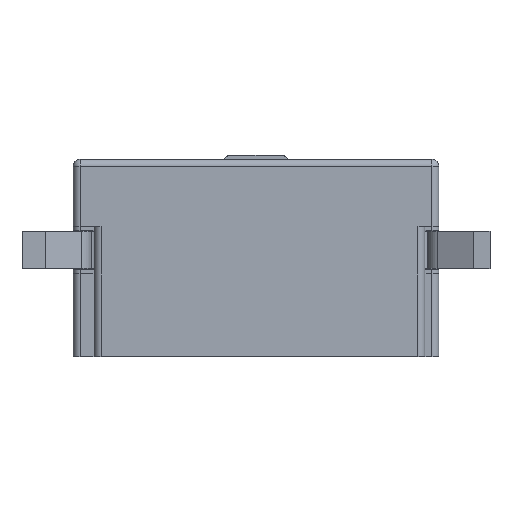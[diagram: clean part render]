
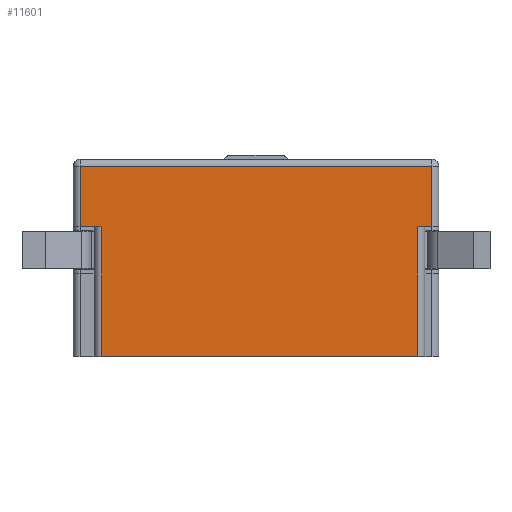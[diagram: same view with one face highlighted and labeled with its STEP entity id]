
A CAD part, top view. The second image highlights one B-rep face of the part: STEP entity #11601.
In plain terms, the highlighted planar face has unit normal (0, 0, 1).
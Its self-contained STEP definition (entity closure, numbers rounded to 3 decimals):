
#146 = LINE ( 'NONE', #6828, #14584 ) ;
#272 = ORIENTED_EDGE ( 'NONE', *, *, #12486, .T. ) ;
#374 = LINE ( 'NONE', #562, #5196 ) ;
#562 = CARTESIAN_POINT ( 'NONE',  ( -1.45, -7.52, 2.6 ) ) ;
#923 = VERTEX_POINT ( 'NONE', #9499 ) ;
#1177 = VERTEX_POINT ( 'NONE', #13059 ) ;
#1610 = CARTESIAN_POINT ( 'NONE',  ( 12.55, -7.52, 2.6 ) ) ;
#1858 = EDGE_CURVE ( 'NONE', #1177, #15995, #146, .T. ) ;
#2607 = AXIS2_PLACEMENT_3D ( 'NONE', #6518, #14864, #5123 ) ;
#2611 = LINE ( 'NONE', #12203, #13693 ) ;
#3476 = DIRECTION ( 'NONE',  ( 1., 0., 0. ) ) ;
#4159 = EDGE_LOOP ( 'NONE', ( #14278, #12450, #13300, #16952, #7338, #17954, #17273, #272 ) ) ;
#4305 = VERTEX_POINT ( 'NONE', #18013 ) ;
#4746 = CARTESIAN_POINT ( 'NONE',  ( 17.254, -1.91, 2.6 ) ) ;
#4956 = VECTOR ( 'NONE', #9940, 1000. ) ;
#5123 = DIRECTION ( 'NONE',  ( -1., 0., 0. ) ) ;
#5127 = VECTOR ( 'NONE', #16064, 1000. ) ;
#5196 = VECTOR ( 'NONE', #14220, 1000. ) ;
#6147 = CARTESIAN_POINT ( 'NONE',  ( -6.154, -1.91, 2.6 ) ) ;
#6518 = CARTESIAN_POINT ( 'NONE',  ( -1.45, 1., 2.6 ) ) ;
#6537 = VERTEX_POINT ( 'NONE', #12927 ) ;
#6730 = LINE ( 'NONE', #12280, #7875 ) ;
#6828 = CARTESIAN_POINT ( 'NONE',  ( -1.15, 1., 2.6 ) ) ;
#7139 = VERTEX_POINT ( 'NONE', #13443 ) ;
#7338 = ORIENTED_EDGE ( 'NONE', *, *, #11775, .F. ) ;
#7596 = DIRECTION ( 'NONE',  ( -1., 0., 0. ) ) ;
#7875 = VECTOR ( 'NONE', #13719, 1000. ) ;
#8562 = VERTEX_POINT ( 'NONE', #11514 ) ;
#8866 = LINE ( 'NONE', #6147, #17895 ) ;
#9049 = CARTESIAN_POINT ( 'NONE',  ( -2.35, 0.7, 2.6 ) ) ;
#9235 = PLANE ( 'NONE',  #2607 ) ;
#9327 = LINE ( 'NONE', #10439, #5127 ) ;
#9365 = EDGE_CURVE ( 'NONE', #15995, #10744, #374, .T. ) ;
#9499 = CARTESIAN_POINT ( 'NONE',  ( 12.55, -1.91, 2.6 ) ) ;
#9940 = DIRECTION ( 'NONE',  ( -1., 0., 0. ) ) ;
#10439 = CARTESIAN_POINT ( 'NONE',  ( 12.55, 1., 2.6 ) ) ;
#10744 = VERTEX_POINT ( 'NONE', #1610 ) ;
#10997 = EDGE_CURVE ( 'NONE', #8562, #7139, #6730, .T. ) ;
#11398 = LINE ( 'NONE', #4746, #4956 ) ;
#11514 = CARTESIAN_POINT ( 'NONE',  ( 13.15, 0.7, 2.6 ) ) ;
#11601 = ADVANCED_FACE ( 'NONE', ( #12143 ), #9235, .F. ) ;
#11775 = EDGE_CURVE ( 'NONE', #7139, #923, #11398, .T. ) ;
#12143 = FACE_OUTER_BOUND ( 'NONE', #4159, .T. ) ;
#12203 = CARTESIAN_POINT ( 'NONE',  ( -2.05, -1.91, 2.6 ) ) ;
#12280 = CARTESIAN_POINT ( 'NONE',  ( 13.15, -1.91, 2.6 ) ) ;
#12399 = VECTOR ( 'NONE', #7596, 1000. ) ;
#12450 = ORIENTED_EDGE ( 'NONE', *, *, #1858, .T. ) ;
#12486 = EDGE_CURVE ( 'NONE', #6537, #4305, #2611, .T. ) ;
#12927 = CARTESIAN_POINT ( 'NONE',  ( -2.05, 0.7, 2.6 ) ) ;
#13059 = CARTESIAN_POINT ( 'NONE',  ( -1.15, -1.91, 2.6 ) ) ;
#13300 = ORIENTED_EDGE ( 'NONE', *, *, #9365, .T. ) ;
#13305 = LINE ( 'NONE', #9049, #12399 ) ;
#13443 = CARTESIAN_POINT ( 'NONE',  ( 13.15, -1.91, 2.6 ) ) ;
#13693 = VECTOR ( 'NONE', #15090, 1000. ) ;
#13719 = DIRECTION ( 'NONE',  ( 0., -1., 0. ) ) ;
#14099 = CARTESIAN_POINT ( 'NONE',  ( -1.15, -7.52, 2.6 ) ) ;
#14220 = DIRECTION ( 'NONE',  ( 1., 0., 0. ) ) ;
#14278 = ORIENTED_EDGE ( 'NONE', *, *, #16521, .T. ) ;
#14584 = VECTOR ( 'NONE', #16545, 1000. ) ;
#14864 = DIRECTION ( 'NONE',  ( 0., 0., -1. ) ) ;
#15090 = DIRECTION ( 'NONE',  ( 0., -1., 0. ) ) ;
#15380 = EDGE_CURVE ( 'NONE', #923, #10744, #9327, .T. ) ;
#15995 = VERTEX_POINT ( 'NONE', #14099 ) ;
#16064 = DIRECTION ( 'NONE',  ( 0., -1., 0. ) ) ;
#16521 = EDGE_CURVE ( 'NONE', #4305, #1177, #8866, .T. ) ;
#16545 = DIRECTION ( 'NONE',  ( 0., -1., 0. ) ) ;
#16564 = EDGE_CURVE ( 'NONE', #8562, #6537, #13305, .T. ) ;
#16952 = ORIENTED_EDGE ( 'NONE', *, *, #15380, .F. ) ;
#17273 = ORIENTED_EDGE ( 'NONE', *, *, #16564, .T. ) ;
#17895 = VECTOR ( 'NONE', #3476, 1000. ) ;
#17954 = ORIENTED_EDGE ( 'NONE', *, *, #10997, .F. ) ;
#18013 = CARTESIAN_POINT ( 'NONE',  ( -2.05, -1.91, 2.6 ) ) ;
